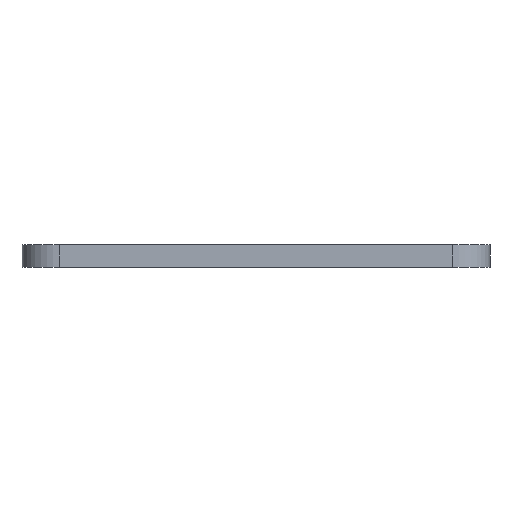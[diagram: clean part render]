
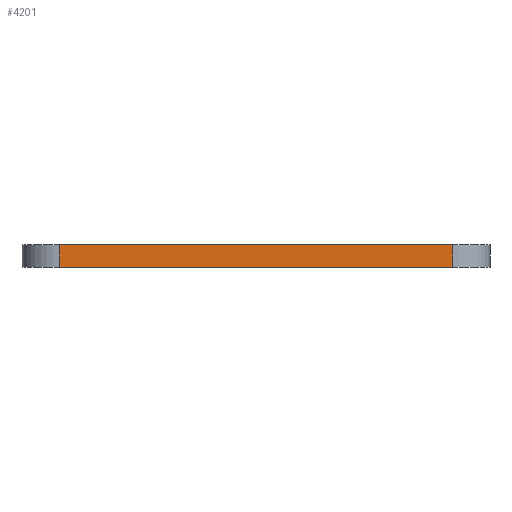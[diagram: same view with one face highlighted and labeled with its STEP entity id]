
A CAD part, left-side view. The second image highlights one B-rep face of the part: STEP entity #4201.
In plain terms, the highlighted planar face has unit normal (-1, 0, 0).
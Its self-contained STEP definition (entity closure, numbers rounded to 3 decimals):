
#1 = CARTESIAN_POINT ( 'NONE',  ( -62.5, -62.5, 0. ) ) ;
#79 = VECTOR ( 'NONE', #2318, 1000. ) ;
#110 = VERTEX_POINT ( 'NONE', #4476 ) ;
#248 = EDGE_CURVE ( 'NONE', #110, #2215, #5194, .T. ) ;
#562 = CARTESIAN_POINT ( 'NONE',  ( -62.5, 52.5, 6. ) ) ;
#604 = CARTESIAN_POINT ( 'NONE',  ( -62.5, -62.5, 6. ) ) ;
#628 = DIRECTION ( 'NONE',  ( 0., -1., 0. ) ) ;
#642 = PLANE ( 'NONE',  #655 ) ;
#655 = AXIS2_PLACEMENT_3D ( 'NONE', #3218, #1521, #4123 ) ;
#939 = LINE ( 'NONE', #4927, #79 ) ;
#987 = ORIENTED_EDGE ( 'NONE', *, *, #4125, .F. ) ;
#1404 = ORIENTED_EDGE ( 'NONE', *, *, #1994, .T. ) ;
#1521 = DIRECTION ( 'NONE',  ( 1., 0., 0. ) ) ;
#1706 = DIRECTION ( 'NONE',  ( 0., 0., -1. ) ) ;
#1969 = VERTEX_POINT ( 'NONE', #562 ) ;
#1994 = EDGE_CURVE ( 'NONE', #2215, #3509, #939, .T. ) ;
#2215 = VERTEX_POINT ( 'NONE', #3750 ) ;
#2318 = DIRECTION ( 'NONE',  ( 0., 0., 1. ) ) ;
#2320 = ORIENTED_EDGE ( 'NONE', *, *, #5612, .T. ) ;
#2856 = VECTOR ( 'NONE', #4769, 1000. ) ;
#2865 = LINE ( 'NONE', #4309, #3890 ) ;
#3218 = CARTESIAN_POINT ( 'NONE',  ( -62.5, -62.5, 6. ) ) ;
#3309 = EDGE_LOOP ( 'NONE', ( #987, #2320, #4547, #1404 ) ) ;
#3449 = CARTESIAN_POINT ( 'NONE',  ( -62.5, -52.5, 6. ) ) ;
#3509 = VERTEX_POINT ( 'NONE', #3449 ) ;
#3750 = CARTESIAN_POINT ( 'NONE',  ( -62.5, -52.5, 0. ) ) ;
#3890 = VECTOR ( 'NONE', #1706, 1000. ) ;
#4123 = DIRECTION ( 'NONE',  ( 0., 0., -1. ) ) ;
#4125 = EDGE_CURVE ( 'NONE', #1969, #3509, #5505, .T. ) ;
#4201 = ADVANCED_FACE ( 'NONE', ( #5238 ), #642, .F. ) ;
#4309 = CARTESIAN_POINT ( 'NONE',  ( -62.5, 52.5, 6. ) ) ;
#4339 = VECTOR ( 'NONE', #628, 1000. ) ;
#4476 = CARTESIAN_POINT ( 'NONE',  ( -62.5, 52.5, 0. ) ) ;
#4547 = ORIENTED_EDGE ( 'NONE', *, *, #248, .T. ) ;
#4769 = DIRECTION ( 'NONE',  ( 0., -1., 0. ) ) ;
#4927 = CARTESIAN_POINT ( 'NONE',  ( -62.5, -52.5, 6. ) ) ;
#5194 = LINE ( 'NONE', #1, #2856 ) ;
#5238 = FACE_OUTER_BOUND ( 'NONE', #3309, .T. ) ;
#5505 = LINE ( 'NONE', #604, #4339 ) ;
#5612 = EDGE_CURVE ( 'NONE', #1969, #110, #2865, .T. ) ;
